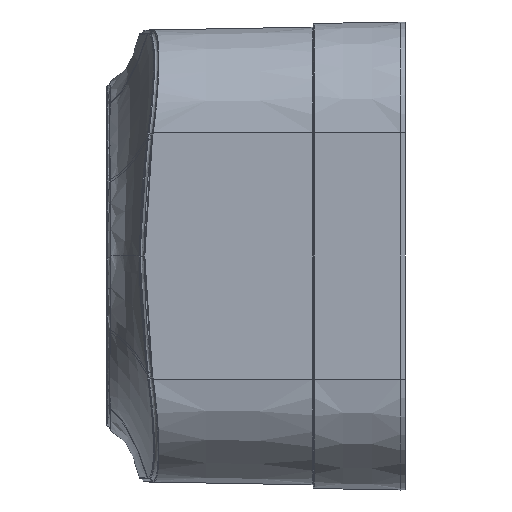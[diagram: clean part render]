
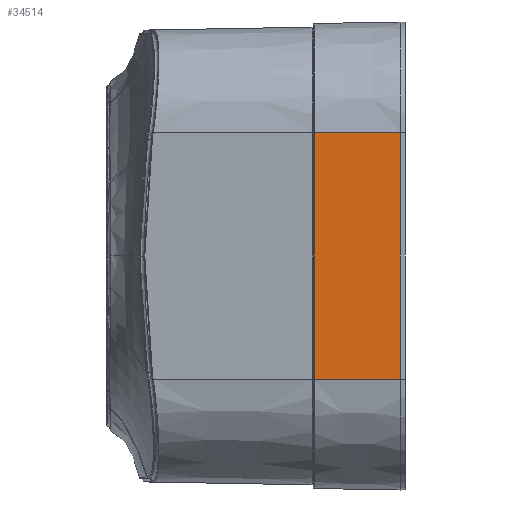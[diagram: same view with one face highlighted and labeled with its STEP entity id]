
A CAD part, left-side view. The second image highlights one B-rep face of the part: STEP entity #34514.
In plain terms, the highlighted planar face has unit normal (-1, 0.018, 0).
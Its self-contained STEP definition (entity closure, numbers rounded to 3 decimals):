
#188 = VERTEX_POINT ( 'NONE', #41742 ) ;
#453 = VECTOR ( 'NONE', #70609, 1000. ) ;
#1685 = CARTESIAN_POINT ( 'NONE',  ( -52.95, 12., 20.603 ) ) ;
#2555 = EDGE_CURVE ( 'NONE', #57949, #40937, #22501, .T. ) ;
#4500 = VECTOR ( 'NONE', #22932, 1000. ) ;
#7729 = DIRECTION ( 'NONE',  ( 0., 0., 1. ) ) ;
#18690 = EDGE_CURVE ( 'NONE', #188, #66803, #57306, .T. ) ;
#19693 = LINE ( 'NONE', #57046, #71946 ) ;
#21490 = EDGE_CURVE ( 'NONE', #40937, #66803, #42014, .T. ) ;
#22501 = LINE ( 'NONE', #60662, #4500 ) ;
#22932 = DIRECTION ( 'NONE',  ( 0.017, 1., 0. ) ) ;
#27025 = ORIENTED_EDGE ( 'NONE', *, *, #49139, .F. ) ;
#27875 = DIRECTION ( 'NONE',  ( -1., 0.017, 0. ) ) ;
#33469 = FACE_OUTER_BOUND ( 'NONE', #82385, .T. ) ;
#34514 = ADVANCED_FACE ( 'NONE', ( #33469 ), #40322, .T. ) ;
#35023 = CARTESIAN_POINT ( 'NONE',  ( -53.159, 0., -17.02 ) ) ;
#37602 = CARTESIAN_POINT ( 'NONE',  ( -53.159, 0., 17.02 ) ) ;
#40322 = PLANE ( 'NONE',  #41672 ) ;
#40937 = VERTEX_POINT ( 'NONE', #56808 ) ;
#41672 = AXIS2_PLACEMENT_3D ( 'NONE', #1685, #27875, #7729 ) ;
#41742 = CARTESIAN_POINT ( 'NONE',  ( -53.159, 0., 17.02 ) ) ;
#42014 = LINE ( 'NONE', #61740, #58864 ) ;
#48879 = DIRECTION ( 'NONE',  ( 0., 0., 1. ) ) ;
#49139 = EDGE_CURVE ( 'NONE', #188, #57949, #19693, .T. ) ;
#54648 = ORIENTED_EDGE ( 'NONE', *, *, #18690, .T. ) ;
#56808 = CARTESIAN_POINT ( 'NONE',  ( -52.952, 11.902, -17.02 ) ) ;
#57046 = CARTESIAN_POINT ( 'NONE',  ( -53.159, 0., 17.02 ) ) ;
#57306 = LINE ( 'NONE', #37602, #453 ) ;
#57949 = VERTEX_POINT ( 'NONE', #35023 ) ;
#58864 = VECTOR ( 'NONE', #48879, 1000. ) ;
#59435 = ORIENTED_EDGE ( 'NONE', *, *, #2555, .F. ) ;
#60000 = CARTESIAN_POINT ( 'NONE',  ( -52.952, 11.902, 17.02 ) ) ;
#60662 = CARTESIAN_POINT ( 'NONE',  ( -53.159, 0., -17.02 ) ) ;
#61740 = CARTESIAN_POINT ( 'NONE',  ( -52.952, 11.902, -17.02 ) ) ;
#66803 = VERTEX_POINT ( 'NONE', #60000 ) ;
#70609 = DIRECTION ( 'NONE',  ( 0.017, 1., 0. ) ) ;
#71946 = VECTOR ( 'NONE', #83198, 1000. ) ;
#79129 = ORIENTED_EDGE ( 'NONE', *, *, #21490, .F. ) ;
#82385 = EDGE_LOOP ( 'NONE', ( #59435, #27025, #54648, #79129 ) ) ;
#83198 = DIRECTION ( 'NONE',  ( 0., 0., -1. ) ) ;
